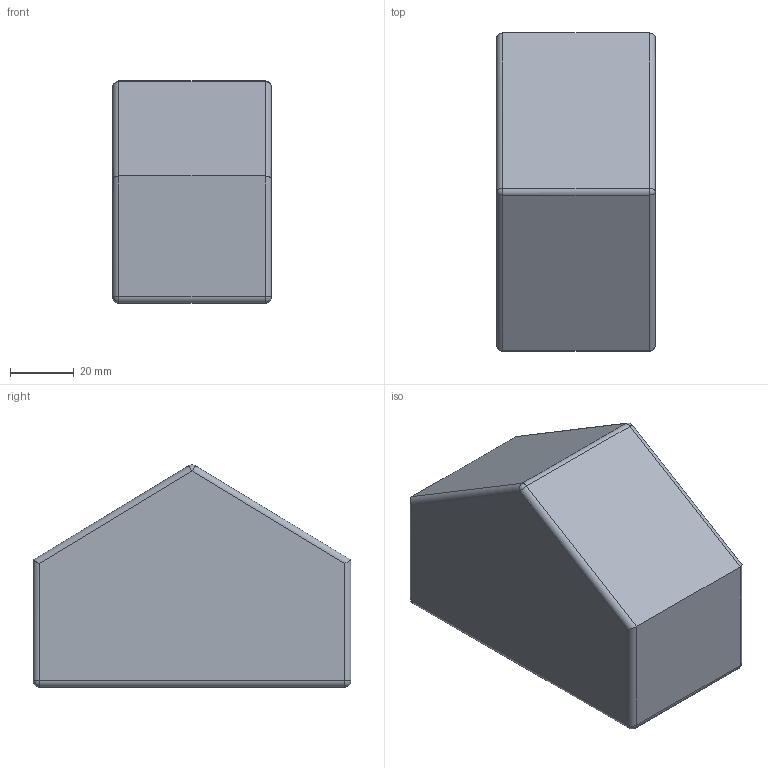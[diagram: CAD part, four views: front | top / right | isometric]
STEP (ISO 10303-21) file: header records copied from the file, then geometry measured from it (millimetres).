
FILE_DESCRIPTION(/* description */ (''),/* implementation_level */ '2;1');
FILE_NAME(/* name */ 'Test Part_1.stp',/* time_stamp */ '2025-05-26T16:40:30+03:00',/* author */ (''),/* organization */ (''),/* preprocessor_version */ 'ST-DEVELOPER v20',/* originating_system */ 'SIEMENS PLM Software NX2412.6001',/* authorisation */ '');
FILE_SCHEMA (('AP203_CONFIGURATION_CONTROLLED_3D_DESIGN_OF_MECHANICAL_PARTS_AND_ASSEMBLIES_MIM_LF { 1 0 10303 403 2 1 2}'));
Length unit declared in the file: millimetre
Products named in the file (1): Test Part
Bounding box: 50 x 100 x 69.91 mm (x, y, z)
Volume: 256560.1 mm3; surface area: 29665.9 mm2
Topology: 1 solids, 1 shells, 43 faces, 97 edges, 54 vertices
Faces by surface type: plane 23, cylinder 14, sphere 6
Full cylindrical faces by diameter (mm): 1.434 x1
Entity records: 1184 total; most frequent: DIRECTION 200, CARTESIAN_POINT 184, ORIENTED_EDGE 176, EDGE_CURVE 88, AXIS2_PLACEMENT_3D 68, LINE 64, VECTOR 64, VERTEX_POINT 52
